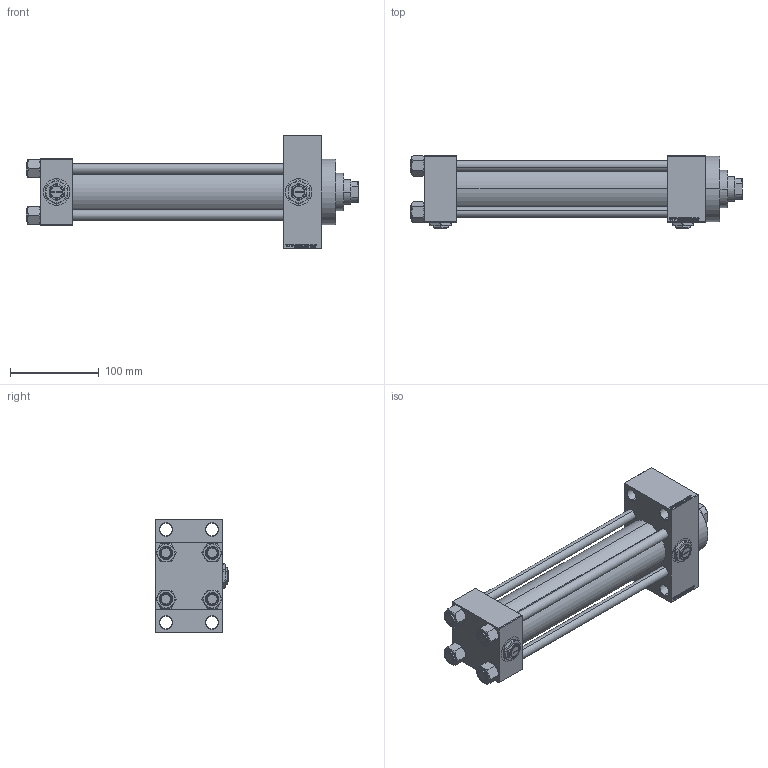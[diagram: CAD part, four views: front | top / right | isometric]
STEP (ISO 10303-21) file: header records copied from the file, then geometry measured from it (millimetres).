
FILE_DESCRIPTION (( 'STEP AP203' ), '1' );
FILE_NAME ('f993.STEP', '2022-06-23T07:11:47', ( '' ), ( '' ), 'SwSTEP 2.0', 'SolidWorks 2019', '' );
FILE_SCHEMA (( 'CONFIG_CONTROL_DESIGN' ));
Length unit declared in the file: millimetre
Products named in the file (9): V215_VC_A e5244201328f037f55ec0f973bf658a7; NUT_M5_D e5244201328f037f55ec0f973bf658a7; FEMALE_PART_FOR_DFA e5244201328f037f55ec0f973bf658a7; Zatka_pro_OIL_PORT e5244201328f037f55ec0f973bf658a7; V215CR_D_TYCINKA e5244201328f037f55ec0f973bf658a7; V215CR_VCP_D e5244201328f037f55ec0f973bf658a7; f993; V215CR_D_Body e5244201328f037f55ec0f973bf658a7; DFA e5244201328f037f55ec0f973bf658a7
Assembly tree (15 placements, depth 3):
  f993
    V215CR_D_Body e5244201328f037f55ec0f973bf658a7
    V215CR_VCP_D e5244201328f037f55ec0f973bf658a7
    NUT_M5_D e5244201328f037f55ec0f973bf658a7  x4
    V215CR_D_TYCINKA e5244201328f037f55ec0f973bf658a7  x4
    V215_VC_A e5244201328f037f55ec0f973bf658a7
    DFA e5244201328f037f55ec0f973bf658a7
      FEMALE_PART_FOR_DFA e5244201328f037f55ec0f973bf658a7
    Zatka_pro_OIL_PORT e5244201328f037f55ec0f973bf658a7  x2
Bounding box: 375 x 82.27 x 128 mm (x, y, z)
Volume: 1117090.1 mm3; surface area: 283610.9 mm2
Topology: 14 solids, 14 shells, 1246 faces, 3076 edges, 1977 vertices
Faces by surface type: plane 559, bspline 368, cone 198, cylinder 113, torus 8
Entity records: 50651 total; most frequent: CARTESIAN_POINT 25923, ORIENTED_EDGE 5452, DIRECTION 3668, EDGE_CURVE 2726, VERTEX_POINT 1775, LINE 1596, VECTOR 1596, EDGE_LOOP 1225
